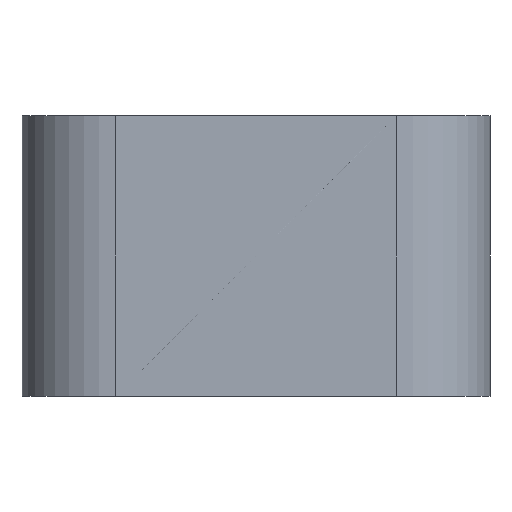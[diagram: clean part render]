
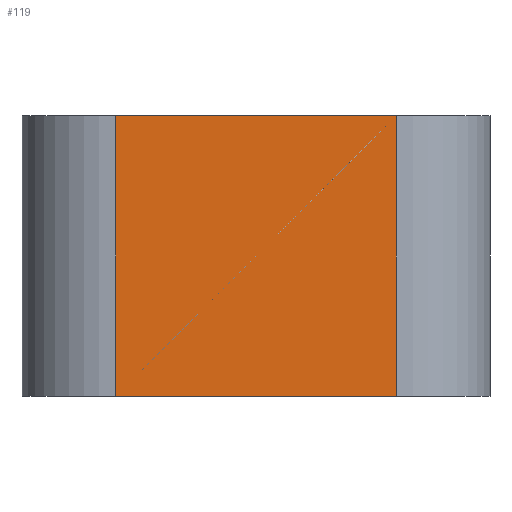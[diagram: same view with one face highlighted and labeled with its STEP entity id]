
A CAD part, left-side view. The second image highlights one B-rep face of the part: STEP entity #119.
In plain terms, the highlighted planar face has unit normal (-1, 0, 0).
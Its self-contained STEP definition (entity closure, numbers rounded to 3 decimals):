
#119 = ADVANCED_FACE( '', ( #261 ), #262, .F. );
#261 = FACE_OUTER_BOUND( '', #402, .T. );
#262 = PLANE( '', #403 );
#402 = EDGE_LOOP( '', ( #654, #655, #656, #657 ) );
#403 = AXIS2_PLACEMENT_3D( '', #658, #659, #660 );
#654 = ORIENTED_EDGE( '', *, *, #763, .T. );
#655 = ORIENTED_EDGE( '', *, *, #767, .F. );
#656 = ORIENTED_EDGE( '', *, *, #735, .F. );
#657 = ORIENTED_EDGE( '', *, *, #725, .T. );
#658 = CARTESIAN_POINT( '', ( -23., 7.5, 15. ) );
#659 = DIRECTION( '', ( 1., 0., 0. ) );
#660 = DIRECTION( '', ( 0., 0., -1. ) );
#725 = EDGE_CURVE( '', #848, #846, #849, .T. );
#735 = EDGE_CURVE( '', #848, #864, #865, .T. );
#763 = EDGE_CURVE( '', #846, #909, #910, .T. );
#767 = EDGE_CURVE( '', #864, #909, #914, .T. );
#846 = VERTEX_POINT( '', #1012 );
#848 = VERTEX_POINT( '', #1014 );
#849 = LINE( '', #1015, #1016 );
#864 = VERTEX_POINT( '', #1031 );
#865 = LINE( '', #1032, #1033 );
#909 = VERTEX_POINT( '', #1084 );
#910 = LINE( '', #1085, #1086 );
#914 = LINE( '', #1091, #1092 );
#1012 = CARTESIAN_POINT( '', ( -23., 7.5, 0. ) );
#1014 = CARTESIAN_POINT( '', ( -23., 7.5, 15. ) );
#1015 = CARTESIAN_POINT( '', ( -23., 7.5, 15. ) );
#1016 = VECTOR( '', #1177, 1000. );
#1031 = CARTESIAN_POINT( '', ( -23., -7.5, 15. ) );
#1032 = CARTESIAN_POINT( '', ( -23., 7.5, 15. ) );
#1033 = VECTOR( '', #1196, 1000. );
#1084 = CARTESIAN_POINT( '', ( -23., -7.5, 0. ) );
#1085 = CARTESIAN_POINT( '', ( -23., 7.5, 0. ) );
#1086 = VECTOR( '', #1243, 1000. );
#1091 = CARTESIAN_POINT( '', ( -23., -7.5, 15. ) );
#1092 = VECTOR( '', #1248, 1000. );
#1177 = DIRECTION( '', ( 0., 0., -1. ) );
#1196 = DIRECTION( '', ( 0., -1., 0. ) );
#1243 = DIRECTION( '', ( 0., -1., 0. ) );
#1248 = DIRECTION( '', ( 0., 0., -1. ) );
